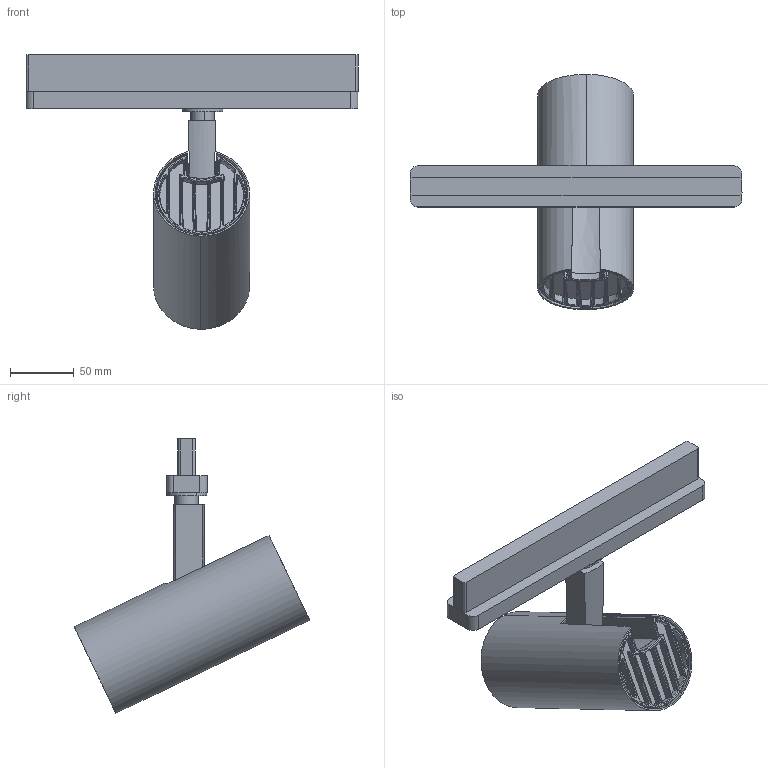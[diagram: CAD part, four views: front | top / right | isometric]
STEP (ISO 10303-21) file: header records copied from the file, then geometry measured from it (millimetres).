
FILE_DESCRIPTION(/* description */ (''),/* implementation_level */ '2;1');
FILE_NAME(/* name */ 'Vector 75',/* time_stamp */ '2025-06-03T17:45:33+02:00',/* author */ (''),/* organization */ (''),/* preprocessor_version */ 'ST-DEVELOPER v16.5',/* originating_system */ 'Rhino 7.37',/* authorisation */ '');
FILE_SCHEMA (('AUTOMOTIVE_DESIGN'));
Length unit declared in the file: millimetre
Products named in the file (1): Document
Bounding box: 260.16 x 184.42 x 215.16 mm (x, y, z)
Volume: 607710.2 mm3; surface area: 179105.4 mm2
Topology: 7 solids, 8 shells, 222 faces, 536 edges, 330 vertices
Faces by surface type: bspline 97, cylinder 75, plane 50
Entity records: 11506 total; most frequent: CARTESIAN_POINT 8066, ORIENTED_EDGE 999, EDGE_CURVE 532, B_SPLINE_CURVE_WITH_KNOTS 377, VERTEX_POINT 330, EDGE_LOOP 236, ADVANCED_FACE 222, FACE_OUTER_BOUND 222
